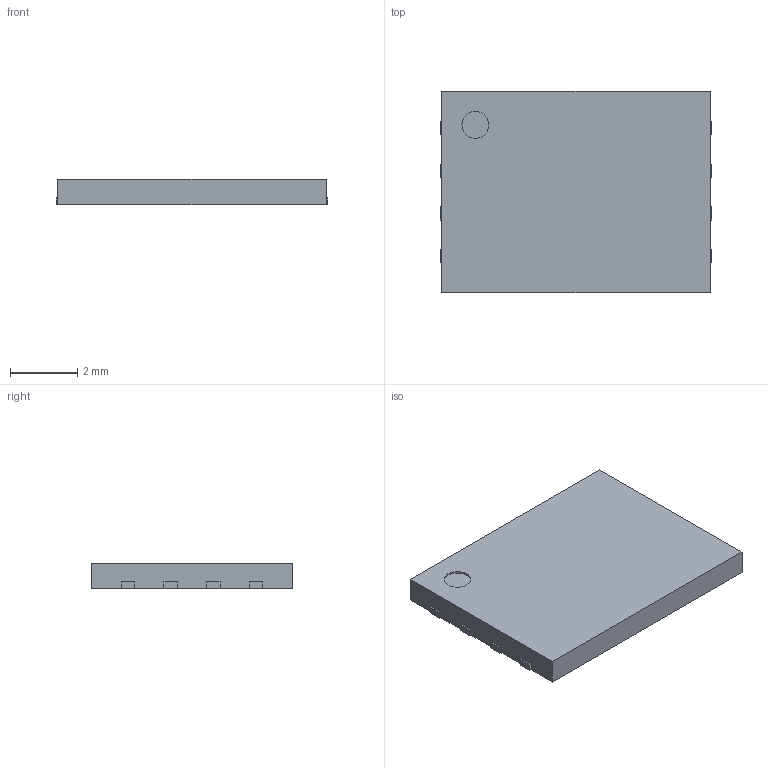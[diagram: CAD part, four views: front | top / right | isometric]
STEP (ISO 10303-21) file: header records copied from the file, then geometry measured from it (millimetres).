
FILE_DESCRIPTION(/* description */ (''),/* implementation_level */ '2;1');
FILE_NAME(/* name */ 'WSON_8x6mm.step',/* time_stamp */ '2026-01-19T17:45:38-08:00',/* author */ (''),/* organization */ (''),/* preprocessor_version */ 'ST-DEVELOPER v20.1',/* originating_system */ 'Autodesk Translation Framework v14.21.0.0',/* authorisation */ '');
FILE_SCHEMA (('AUTOMOTIVE_DESIGN { 1 0 10303 214 3 1 1 }'));
Length unit declared in the file: millimetre
Products named in the file (1): WSON_8x6mm
Bounding box: 8.1 x 6 x 0.75 mm (x, y, z)
Volume: 36 mm3; surface area: 156.6 mm2
Topology: 10 solids, 10 shells, 101 faces, 237 edges, 158 vertices
Faces by surface type: plane 84, cylinder 17
Full cylindrical faces by diameter (mm): 0.8 x1
Entity records: 2903 total; most frequent: CARTESIAN_POINT 497, DIRECTION 475, ORIENTED_EDGE 474, EDGE_CURVE 237, LINE 203, VECTOR 203, VERTEX_POINT 158, AXIS2_PLACEMENT_3D 136
